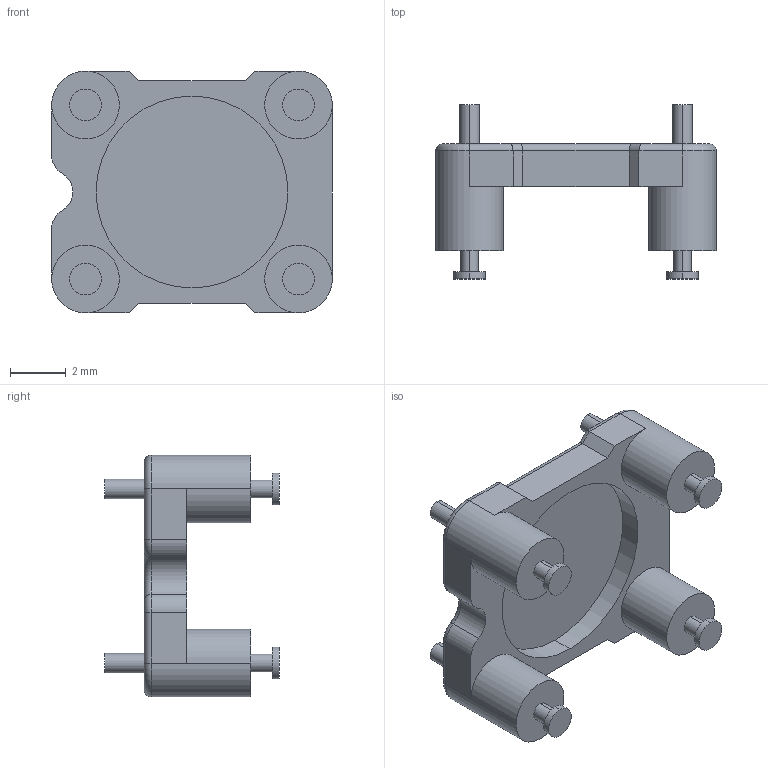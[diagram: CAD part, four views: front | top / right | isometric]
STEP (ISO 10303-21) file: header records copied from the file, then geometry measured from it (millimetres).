
FILE_DESCRIPTION (( 'STEP AP214' ), '1' );
FILE_NAME ('TOR_0522.STEP', '2019-02-01T14:56:42', ( '' ), ( '' ), 'SwSTEP 2.0', 'SolidWorks 2017', '' );
FILE_SCHEMA (( 'AUTOMOTIVE_DESIGN' ));
Length unit declared in the file: millimetre
Products named in the file (2): 250-0522_6D; TOR_0522
Assembly tree (1 placements, depth 2):
  TOR_0522
    250-0522_6D
Bounding box: 10.03 x 6.22 x 8.64 mm (x, y, z)
Volume: 141.5 mm3; surface area: 327.8 mm2
Topology: 1 solids, 1 shells, 89 faces, 198 edges, 124 vertices
Faces by surface type: cylinder 50, plane 32, torus 7
Entity records: 2939 total; most frequent: DIRECTION 473, CARTESIAN_POINT 439, ORIENTED_EDGE 396, EDGE_CURVE 198, AXIS2_PLACEMENT_3D 190, VERTEX_POINT 124, EDGE_LOOP 102, CIRCLE 97
